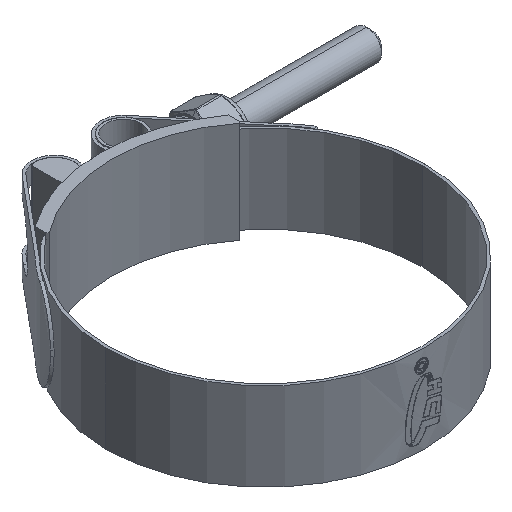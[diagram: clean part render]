
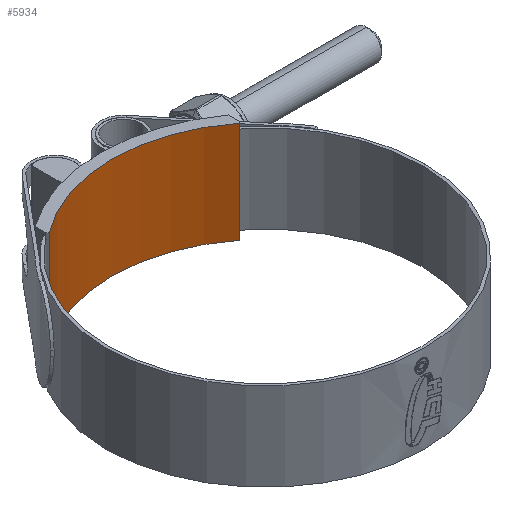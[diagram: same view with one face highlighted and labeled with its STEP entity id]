
A CAD part, isometric view. The second image highlights one B-rep face of the part: STEP entity #5934.
In plain terms, the highlighted cylindrical face has radius 33.39 mm (diameter 66.78 mm), a partial arc.
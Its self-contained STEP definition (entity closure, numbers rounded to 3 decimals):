
#8 = AXIS2_PLACEMENT_3D ( 'NONE', #719, #3957, #571 ) ;
#520 = VERTEX_POINT ( 'NONE', #8061 ) ;
#571 = DIRECTION ( 'NONE',  ( 1., 0., 0. ) ) ;
#671 = VECTOR ( 'NONE', #1949, 1000. ) ;
#719 = CARTESIAN_POINT ( 'NONE',  ( 0., 0., -11. ) ) ;
#1371 = CIRCLE ( 'NONE', #8, 33.39 ) ;
#1949 = DIRECTION ( 'NONE',  ( 0., 0., 1. ) ) ;
#2214 = DIRECTION ( 'NONE',  ( 1., 0., 0. ) ) ;
#2252 = CARTESIAN_POINT ( 'NONE',  ( 20.623, 26.26, 11. ) ) ;
#2306 = EDGE_LOOP ( 'NONE', ( #13575, #9575, #10232, #6076 ) ) ;
#2759 = DIRECTION ( 'NONE',  ( 0., 0., 1. ) ) ;
#3268 = VECTOR ( 'NONE', #2759, 1000. ) ;
#3708 = VERTEX_POINT ( 'NONE', #4989 ) ;
#3957 = DIRECTION ( 'NONE',  ( 0., 0., 1. ) ) ;
#4297 = DIRECTION ( 'NONE',  ( 0., 0., -1. ) ) ;
#4989 = CARTESIAN_POINT ( 'NONE',  ( 20.623, 26.26, -11. ) ) ;
#5934 = ADVANCED_FACE ( 'NONE', ( #8275 ), #11622, .F. ) ;
#6076 = ORIENTED_EDGE ( 'NONE', *, *, #6668, .T. ) ;
#6090 = CARTESIAN_POINT ( 'NONE',  ( 0., 0., 10.39 ) ) ;
#6668 = EDGE_CURVE ( 'NONE', #3708, #9446, #11646, .T. ) ;
#7627 = VERTEX_POINT ( 'NONE', #11763 ) ;
#8061 = CARTESIAN_POINT ( 'NONE',  ( -20.623, 26.26, 11. ) ) ;
#8064 = EDGE_CURVE ( 'NONE', #3708, #7627, #1371, .T. ) ;
#8275 = FACE_OUTER_BOUND ( 'NONE', #2306, .T. ) ;
#9446 = VERTEX_POINT ( 'NONE', #2252 ) ;
#9575 = ORIENTED_EDGE ( 'NONE', *, *, #11530, .F. ) ;
#10232 = ORIENTED_EDGE ( 'NONE', *, *, #8064, .F. ) ;
#10235 = DIRECTION ( 'NONE',  ( 1., 0., 0. ) ) ;
#10529 = DIRECTION ( 'NONE',  ( 0., 0., 1. ) ) ;
#11288 = AXIS2_PLACEMENT_3D ( 'NONE', #6090, #10529, #2214 ) ;
#11530 = EDGE_CURVE ( 'NONE', #7627, #520, #14022, .T. ) ;
#11600 = CARTESIAN_POINT ( 'NONE',  ( -20.623, 26.26, 10.39 ) ) ;
#11609 = AXIS2_PLACEMENT_3D ( 'NONE', #14264, #4297, #10235 ) ;
#11622 = CYLINDRICAL_SURFACE ( 'NONE', #11288, 33.39 ) ;
#11646 = LINE ( 'NONE', #11873, #671 ) ;
#11763 = CARTESIAN_POINT ( 'NONE',  ( -20.623, 26.26, -11. ) ) ;
#11873 = CARTESIAN_POINT ( 'NONE',  ( 20.623, 26.26, 10.39 ) ) ;
#12315 = CIRCLE ( 'NONE', #11609, 33.39 ) ;
#13575 = ORIENTED_EDGE ( 'NONE', *, *, #13704, .F. ) ;
#13704 = EDGE_CURVE ( 'NONE', #520, #9446, #12315, .T. ) ;
#14022 = LINE ( 'NONE', #11600, #3268 ) ;
#14264 = CARTESIAN_POINT ( 'NONE',  ( 0., 0., 11. ) ) ;
